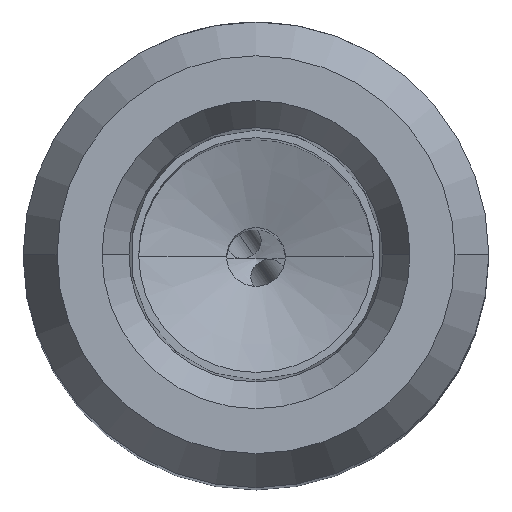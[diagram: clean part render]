
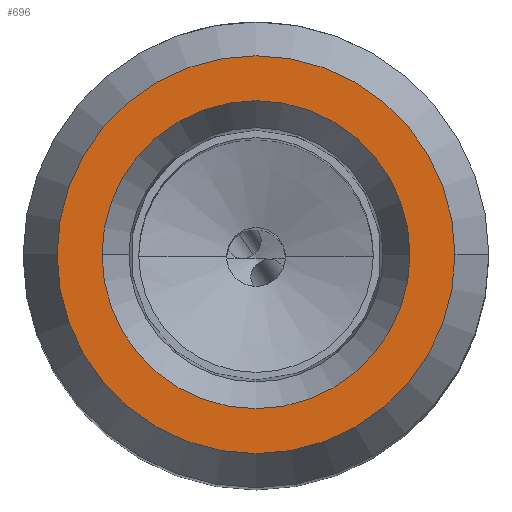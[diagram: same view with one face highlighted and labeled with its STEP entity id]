
A CAD part, top view. The second image highlights one B-rep face of the part: STEP entity #696.
In plain terms, the highlighted planar face has unit normal (0, 0, 1).
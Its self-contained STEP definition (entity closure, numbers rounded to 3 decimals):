
#152=FACE_BOUND('',#1114,.T.);
#153=FACE_BOUND('',#1115,.T.);
#185=PLANE('',#3956);
#280=CIRCLE('',#3950,5.25);
#281=CIRCLE('',#3952,5.25);
#282=CIRCLE('',#3954,6.783);
#283=CIRCLE('',#3955,6.783);
#696=ADVANCED_FACE('',(#152,#153),#185,.T.);
#1114=EDGE_LOOP('',(#1514,#1515));
#1115=EDGE_LOOP('',(#1516,#1517));
#1514=ORIENTED_EDGE('',*,*,#3018,.T.);
#1515=ORIENTED_EDGE('',*,*,#3019,.T.);
#1516=ORIENTED_EDGE('',*,*,#3020,.T.);
#1517=ORIENTED_EDGE('',*,*,#3021,.T.);
#2574=VERTEX_POINT('',#5951);
#2575=VERTEX_POINT('',#5953);
#2576=VERTEX_POINT('',#5959);
#2577=VERTEX_POINT('',#5960);
#3018=EDGE_CURVE('',#2574,#2575,#280,.T.);
#3019=EDGE_CURVE('',#2575,#2574,#281,.T.);
#3020=EDGE_CURVE('',#2576,#2577,#282,.T.);
#3021=EDGE_CURVE('',#2577,#2576,#283,.T.);
#3950=AXIS2_PLACEMENT_3D('',#5954,#4430,#4431);
#3952=AXIS2_PLACEMENT_3D('',#5956,#4434,#4435);
#3954=AXIS2_PLACEMENT_3D('',#5958,#4438,#4439);
#3955=AXIS2_PLACEMENT_3D('',#5961,#4440,#4441);
#3956=AXIS2_PLACEMENT_3D('',#5962,#4442,#4443);
#4430=DIRECTION('',(0.,0.,-1.));
#4431=DIRECTION('',(-1.,0.,0.));
#4434=DIRECTION('',(0.,0.,-1.));
#4435=DIRECTION('',(1.,0.,0.));
#4438=DIRECTION('',(0.,0.,1.));
#4439=DIRECTION('',(-1.,0.,0.));
#4440=DIRECTION('',(0.,0.,1.));
#4441=DIRECTION('',(1.,0.,0.));
#4442=DIRECTION('',(0.,0.,1.));
#4443=DIRECTION('',(-1.,0.,0.));
#5951=CARTESIAN_POINT('',(-5.25,0.,24.5));
#5953=CARTESIAN_POINT('',(5.25,0.,24.5));
#5954=CARTESIAN_POINT('',(0.,0.,24.5));
#5956=CARTESIAN_POINT('',(0.,0.,24.5));
#5958=CARTESIAN_POINT('',(0.,0.,24.5));
#5959=CARTESIAN_POINT('',(-6.783,0.,24.5));
#5960=CARTESIAN_POINT('',(6.783,0.,24.5));
#5961=CARTESIAN_POINT('',(0.,0.,24.5));
#5962=CARTESIAN_POINT('',(0.,0.,24.5));
